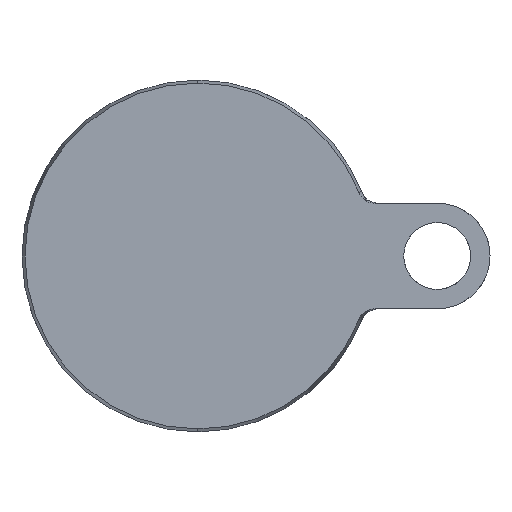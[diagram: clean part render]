
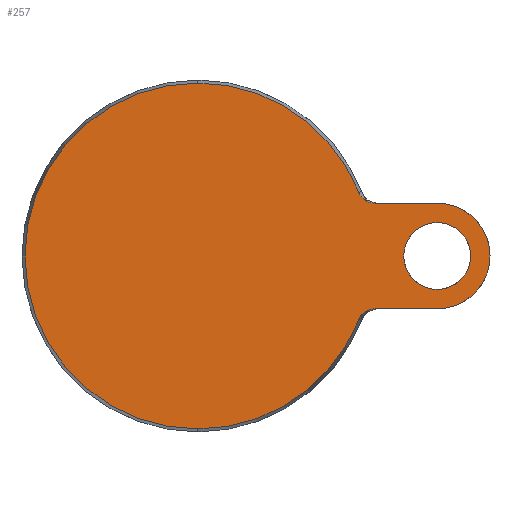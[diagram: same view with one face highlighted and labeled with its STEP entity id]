
A CAD part, front view. The second image highlights one B-rep face of the part: STEP entity #257.
In plain terms, the highlighted planar face has unit normal (0, -1, 0).
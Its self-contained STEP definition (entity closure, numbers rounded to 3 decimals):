
#1 = CARTESIAN_POINT ( 'NONE',  ( 68., 0., -9.5 ) ) ;
#14 = CARTESIAN_POINT ( 'NONE',  ( 50.366, 0., 15. ) ) ;
#21 = DIRECTION ( 'NONE',  ( 0., 1., 0. ) ) ;
#29 = EDGE_CURVE ( 'NONE', #414, #266, #336, .T. ) ;
#45 = CARTESIAN_POINT ( 'NONE',  ( 46.749, 0., -16.497 ) ) ;
#51 = DIRECTION ( 'NONE',  ( 0., 0., -1. ) ) ;
#76 = CARTESIAN_POINT ( 'NONE',  ( 47.955, 0., 15.598 ) ) ;
#79 = CARTESIAN_POINT ( 'NONE',  ( 47.118, 0., -16.16 ) ) ;
#87 = VERTEX_POINT ( 'NONE', #14 ) ;
#90 = EDGE_LOOP ( 'NONE', ( #325, #742 ) ) ;
#96 = ORIENTED_EDGE ( 'NONE', *, *, #135, .T. ) ;
#108 = AXIS2_PLACEMENT_3D ( 'NONE', #1116, #21, #760 ) ;
#115 = DIRECTION ( 'NONE',  ( 0., -1., 0. ) ) ;
#120 = DIRECTION ( 'NONE',  ( 0., -1., 0. ) ) ;
#130 = VECTOR ( 'NONE', #522, 1000. ) ;
#135 = EDGE_CURVE ( 'NONE', #459, #414, #488, .T. ) ;
#141 = CARTESIAN_POINT ( 'NONE',  ( 48.407, 0., 15.384 ) ) ;
#151 = VERTEX_POINT ( 'NONE', #1174 ) ;
#152 = CIRCLE ( 'NONE', #108, 9.5 ) ;
#174 = CARTESIAN_POINT ( 'NONE',  ( 47.122, 0., 16.157 ) ) ;
#175 = ORIENTED_EDGE ( 'NONE', *, *, #181, .T. ) ;
#181 = EDGE_CURVE ( 'NONE', #87, #444, #798, .T. ) ;
#186 = DIRECTION ( 'NONE',  ( 0., 0., -1. ) ) ;
#196 = DIRECTION ( 'NONE',  ( 0., 1., 0. ) ) ;
#228 = CARTESIAN_POINT ( 'NONE',  ( 0., 0., -49.143 ) ) ;
#230 = CARTESIAN_POINT ( 'NONE',  ( 45.848, 0., -17.699 ) ) ;
#234 = EDGE_CURVE ( 'NONE', #344, #262, #1060, .T. ) ;
#236 = CARTESIAN_POINT ( 'NONE',  ( 48.637, 0., -15.295 ) ) ;
#247 = EDGE_CURVE ( 'NONE', #266, #338, #671, .T. ) ;
#255 = FACE_BOUND ( 'NONE', #90, .T. ) ;
#257 = ADVANCED_FACE ( 'NONE', ( #698, #255 ), #1084, .F. ) ;
#260 = CARTESIAN_POINT ( 'NONE',  ( 49.86, 0., 15. ) ) ;
#261 = ORIENTED_EDGE ( 'NONE', *, *, #29, .T. ) ;
#262 = VERTEX_POINT ( 'NONE', #557 ) ;
#264 = DIRECTION ( 'NONE',  ( 0., 0., -1. ) ) ;
#266 = VERTEX_POINT ( 'NONE', #740 ) ;
#286 = DIRECTION ( 'NONE',  ( 0., 0., -1. ) ) ;
#292 = EDGE_CURVE ( 'NONE', #1133, #151, #335, .T. ) ;
#294 = DIRECTION ( 'NONE',  ( 0., 0., 1. ) ) ;
#307 = CARTESIAN_POINT ( 'NONE',  ( 45.66, 0., 18.169 ) ) ;
#325 = ORIENTED_EDGE ( 'NONE', *, *, #234, .T. ) ;
#335 = CIRCLE ( 'NONE', #735, 15. ) ;
#336 = CIRCLE ( 'NONE', #544, 49.143 ) ;
#338 = VERTEX_POINT ( 'NONE', #916 ) ;
#344 = VERTEX_POINT ( 'NONE', #1 ) ;
#357 = CARTESIAN_POINT ( 'NONE',  ( 46.58, 0., 16.677 ) ) ;
#384 = DIRECTION ( 'NONE',  ( 0., 1., 0. ) ) ;
#396 = LINE ( 'NONE', #1127, #693 ) ;
#413 = CARTESIAN_POINT ( 'NONE',  ( 49.116, 0., -15.149 ) ) ;
#414 = VERTEX_POINT ( 'NONE', #228 ) ;
#419 = CARTESIAN_POINT ( 'NONE',  ( 50.366, 0., 15. ) ) ;
#427 = LINE ( 'NONE', #1165, #130 ) ;
#439 = CARTESIAN_POINT ( 'NONE',  ( 46.751, 0., 16.495 ) ) ;
#443 = CARTESIAN_POINT ( 'NONE',  ( 46.1, 0., -17.269 ) ) ;
#444 = VERTEX_POINT ( 'NONE', #307 ) ;
#451 = CARTESIAN_POINT ( 'NONE',  ( 45.66, 0., 18.169 ) ) ;
#459 = VERTEX_POINT ( 'NONE', #688 ) ;
#470 = CARTESIAN_POINT ( 'NONE',  ( 68., 0., 0. ) ) ;
#476 = CARTESIAN_POINT ( 'NONE',  ( -49.143, 0., 0. ) ) ;
#488 = CIRCLE ( 'NONE', #583, 49.143 ) ;
#522 = DIRECTION ( 'NONE',  ( -1., 0., 0. ) ) ;
#525 = AXIS2_PLACEMENT_3D ( 'NONE', #1140, #628, #1049 ) ;
#538 = CARTESIAN_POINT ( 'NONE',  ( 48.644, 0., 15.292 ) ) ;
#544 = AXIS2_PLACEMENT_3D ( 'NONE', #952, #120, #286 ) ;
#557 = CARTESIAN_POINT ( 'NONE',  ( 68., 0., 9.5 ) ) ;
#583 = AXIS2_PLACEMENT_3D ( 'NONE', #932, #115, #264 ) ;
#591 = CARTESIAN_POINT ( 'NONE',  ( 46.108, 0., 17.258 ) ) ;
#596 = CARTESIAN_POINT ( 'NONE',  ( 49.862, 0., -15.019 ) ) ;
#616 = CARTESIAN_POINT ( 'NONE',  ( 0., 0., 0. ) ) ;
#628 = DIRECTION ( 'NONE',  ( 0., 1., 0. ) ) ;
#670 = EDGE_CURVE ( 'NONE', #87, #1133, #396, .T. ) ;
#671 = B_SPLINE_CURVE_WITH_KNOTS ( 'NONE', 3,
 ( #868, #230, #443, #897, #45, #79, #1147, #808, #958, #1178, #236, #413, #690, #596, #721, #1053 ),
 .UNSPECIFIED., .F., .F.,
 ( 4, 2, 2, 2, 2, 2, 2, 4 ),
 ( 0., 0.001, 0.002, 0.003, 0.004, 0.004, 0.005, 0.006 ),
 .UNSPECIFIED. ) ;
#688 = CARTESIAN_POINT ( 'NONE',  ( 0., 0., 49.143 ) ) ;
#690 = CARTESIAN_POINT ( 'NONE',  ( 49.363, 0., -15.093 ) ) ;
#693 = VECTOR ( 'NONE', #947, 1000. ) ;
#698 = FACE_OUTER_BOUND ( 'NONE', #1010, .T. ) ;
#721 = CARTESIAN_POINT ( 'NONE',  ( 50.113, 0., -15. ) ) ;
#730 = EDGE_CURVE ( 'NONE', #444, #459, #795, .T. ) ;
#735 = AXIS2_PLACEMENT_3D ( 'NONE', #470, #384, #186 ) ;
#740 = CARTESIAN_POINT ( 'NONE',  ( 45.66, 0., -18.169 ) ) ;
#742 = ORIENTED_EDGE ( 'NONE', *, *, #979, .T. ) ;
#760 = DIRECTION ( 'NONE',  ( 0., 0., 1. ) ) ;
#778 = EDGE_CURVE ( 'NONE', #151, #338, #427, .T. ) ;
#783 = CARTESIAN_POINT ( 'NONE',  ( 45.848, 0., 17.699 ) ) ;
#792 = DIRECTION ( 'NONE',  ( 0., -1., 0. ) ) ;
#795 = CIRCLE ( 'NONE', #970, 49.143 ) ;
#798 = B_SPLINE_CURVE_WITH_KNOTS ( 'NONE', 3,
 ( #419, #260, #894, #538, #141, #76, #902, #802, #174, #439, #357, #591, #783, #451 ),
 .UNSPECIFIED., .F., .F.,
 ( 4, 2, 2, 2, 2, 2, 4 ),
 ( 0., 0.001, 0.002, 0.003, 0.004, 0.004, 0.006 ),
 .UNSPECIFIED. ) ;
#802 = CARTESIAN_POINT ( 'NONE',  ( 47.322, 0., 16. ) ) ;
#808 = CARTESIAN_POINT ( 'NONE',  ( 47.73, 0., -15.726 ) ) ;
#828 = ORIENTED_EDGE ( 'NONE', *, *, #247, .T. ) ;
#868 = CARTESIAN_POINT ( 'NONE',  ( 45.66, 0., -18.169 ) ) ;
#887 = ORIENTED_EDGE ( 'NONE', *, *, #670, .F. ) ;
#894 = CARTESIAN_POINT ( 'NONE',  ( 49.366, 0., 15.074 ) ) ;
#897 = CARTESIAN_POINT ( 'NONE',  ( 46.575, 0., -16.681 ) ) ;
#902 = CARTESIAN_POINT ( 'NONE',  ( 47.738, 0., 15.721 ) ) ;
#916 = CARTESIAN_POINT ( 'NONE',  ( 50.366, 0., -15. ) ) ;
#932 = CARTESIAN_POINT ( 'NONE',  ( 0., 0., 0. ) ) ;
#947 = DIRECTION ( 'NONE',  ( 1., 0., 0. ) ) ;
#952 = CARTESIAN_POINT ( 'NONE',  ( 0., 0., 0. ) ) ;
#958 = CARTESIAN_POINT ( 'NONE',  ( 47.952, 0., -15.6 ) ) ;
#959 = ORIENTED_EDGE ( 'NONE', *, *, #292, .F. ) ;
#970 = AXIS2_PLACEMENT_3D ( 'NONE', #616, #792, #51 ) ;
#979 = EDGE_CURVE ( 'NONE', #262, #344, #152, .T. ) ;
#1010 = EDGE_LOOP ( 'NONE', ( #887, #175, #1085, #96, #261, #828, #1154, #959 ) ) ;
#1049 = DIRECTION ( 'NONE',  ( 0., 0., 1. ) ) ;
#1053 = CARTESIAN_POINT ( 'NONE',  ( 50.366, 0., -15. ) ) ;
#1060 = CIRCLE ( 'NONE', #525, 9.5 ) ;
#1070 = CARTESIAN_POINT ( 'NONE',  ( 68., 0., 15. ) ) ;
#1084 = PLANE ( 'NONE',  #1162 ) ;
#1085 = ORIENTED_EDGE ( 'NONE', *, *, #730, .T. ) ;
#1116 = CARTESIAN_POINT ( 'NONE',  ( 68., 0., 0. ) ) ;
#1127 = CARTESIAN_POINT ( 'NONE',  ( 15., 0., 15. ) ) ;
#1133 = VERTEX_POINT ( 'NONE', #1070 ) ;
#1140 = CARTESIAN_POINT ( 'NONE',  ( 68., 0., 0. ) ) ;
#1147 = CARTESIAN_POINT ( 'NONE',  ( 47.314, 0., -16.005 ) ) ;
#1154 = ORIENTED_EDGE ( 'NONE', *, *, #778, .F. ) ;
#1162 = AXIS2_PLACEMENT_3D ( 'NONE', #476, #196, #294 ) ;
#1165 = CARTESIAN_POINT ( 'NONE',  ( 15., 0., -15. ) ) ;
#1174 = CARTESIAN_POINT ( 'NONE',  ( 68., 0., -15. ) ) ;
#1178 = CARTESIAN_POINT ( 'NONE',  ( 48.405, 0., -15.385 ) ) ;
